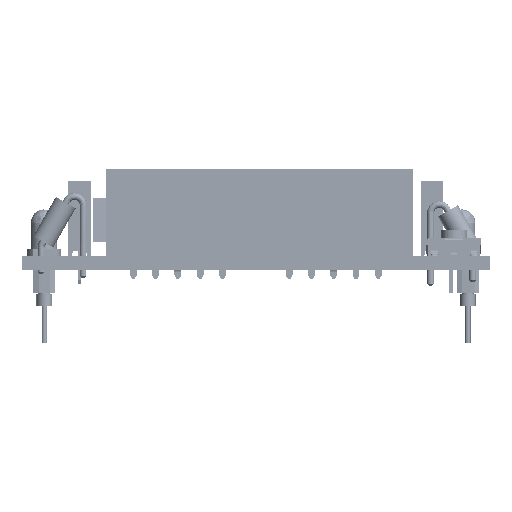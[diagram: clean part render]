
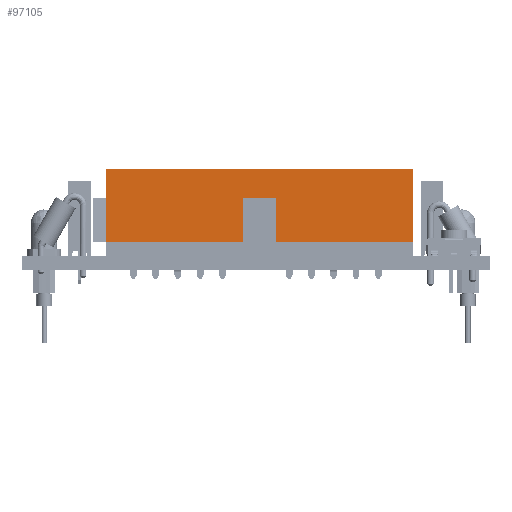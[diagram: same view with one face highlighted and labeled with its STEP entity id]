
A CAD part, front view. The second image highlights one B-rep face of the part: STEP entity #97105.
In plain terms, the highlighted free-form (B-spline) face has degree [1, 1] with [2, 2] control points.
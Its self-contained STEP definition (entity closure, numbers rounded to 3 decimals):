
#91765 = VERTEX_POINT('',#91766);
#91766 = CARTESIAN_POINT('',(-61.052,27.157,
    2.395));
#91771 = EDGE_CURVE('',#91772,#91765,#91774,.T.);
#91772 = VERTEX_POINT('',#91773);
#91773 = CARTESIAN_POINT('',(-61.052,27.157,
    9.554));
#91774 = B_SPLINE_CURVE_WITH_KNOTS('',1,(#91775,#91776),.UNSPECIFIED.,
  .F.,.F.,(2,2),(0.,8.288),.PIECEWISE_BEZIER_KNOTS.);
#91775 = CARTESIAN_POINT('',(-61.052,27.157,
    9.554));
#91776 = CARTESIAN_POINT('',(-61.052,27.157,
    2.395));
#93110 = EDGE_CURVE('',#91772,#93111,#93113,.T.);
#93111 = VERTEX_POINT('',#93112);
#93112 = CARTESIAN_POINT('',(-30.822,27.157,
    9.554));
#93113 = B_SPLINE_CURVE_WITH_KNOTS('',1,(#93114,#93115),.UNSPECIFIED.,
  .F.,.F.,(2,2),(-34.996,0.),.PIECEWISE_BEZIER_KNOTS.);
#93114 = CARTESIAN_POINT('',(-61.052,27.157,
    9.554));
#93115 = CARTESIAN_POINT('',(-30.822,27.157,
    9.554));
#97082 = EDGE_CURVE('',#93111,#97083,#97085,.T.);
#97083 = VERTEX_POINT('',#97084);
#97084 = CARTESIAN_POINT('',(-30.822,27.157,
    2.395));
#97085 = B_SPLINE_CURVE_WITH_KNOTS('',1,(#97086,#97087),.UNSPECIFIED.,
  .F.,.F.,(2,2),(0.,8.288),.PIECEWISE_BEZIER_KNOTS.);
#97086 = CARTESIAN_POINT('',(-30.822,27.157,
    9.554));
#97087 = CARTESIAN_POINT('',(-30.822,27.157,
    2.395));
#97105 = ADVANCED_FACE('',(#97106),#97144,.F.);
#97106 = FACE_BOUND('',#97107,.T.);
#97107 = EDGE_LOOP('',(#97108,#97117,#97124,#97129,#97130,#97131,#97132,
    #97139));
#97108 = ORIENTED_EDGE('',*,*,#97109,.F.);
#97109 = EDGE_CURVE('',#97110,#97112,#97114,.T.);
#97110 = VERTEX_POINT('',#97111);
#97111 = CARTESIAN_POINT('',(-44.309,27.157,
    6.713));
#97112 = VERTEX_POINT('',#97113);
#97113 = CARTESIAN_POINT('',(-47.588,27.157,
    6.713));
#97114 = B_SPLINE_CURVE_WITH_KNOTS('',1,(#97115,#97116),.UNSPECIFIED.,
  .F.,.F.,(2,2),(0.,3.796),.PIECEWISE_BEZIER_KNOTS.);
#97115 = CARTESIAN_POINT('',(-44.309,27.157,
    6.713));
#97116 = CARTESIAN_POINT('',(-47.588,27.157,
    6.713));
#97117 = ORIENTED_EDGE('',*,*,#97118,.F.);
#97118 = EDGE_CURVE('',#97119,#97110,#97121,.T.);
#97119 = VERTEX_POINT('',#97120);
#97120 = CARTESIAN_POINT('',(-44.309,27.157,
    2.395));
#97121 = B_SPLINE_CURVE_WITH_KNOTS('',1,(#97122,#97123),.UNSPECIFIED.,
  .F.,.F.,(2,2),(0.,4.999),.PIECEWISE_BEZIER_KNOTS.);
#97122 = CARTESIAN_POINT('',(-44.309,27.157,
    2.395));
#97123 = CARTESIAN_POINT('',(-44.309,27.157,
    6.713));
#97124 = ORIENTED_EDGE('',*,*,#97125,.F.);
#97125 = EDGE_CURVE('',#97083,#97119,#97126,.T.);
#97126 = B_SPLINE_CURVE_WITH_KNOTS('',1,(#97127,#97128),.UNSPECIFIED.,
  .F.,.F.,(2,2),(-15.613,-0.),.PIECEWISE_BEZIER_KNOTS.);
#97127 = CARTESIAN_POINT('',(-30.822,27.157,
    2.395));
#97128 = CARTESIAN_POINT('',(-44.309,27.157,
    2.395));
#97129 = ORIENTED_EDGE('',*,*,#97082,.F.);
#97130 = ORIENTED_EDGE('',*,*,#93110,.F.);
#97131 = ORIENTED_EDGE('',*,*,#91771,.T.);
#97132 = ORIENTED_EDGE('',*,*,#97133,.T.);
#97133 = EDGE_CURVE('',#91765,#97134,#97136,.T.);
#97134 = VERTEX_POINT('',#97135);
#97135 = CARTESIAN_POINT('',(-47.588,27.157,
    2.395));
#97136 = B_SPLINE_CURVE_WITH_KNOTS('',1,(#97137,#97138),.UNSPECIFIED.,
  .F.,.F.,(2,2),(-34.996,-19.41),
  .PIECEWISE_BEZIER_KNOTS.);
#97137 = CARTESIAN_POINT('',(-61.052,27.157,
    2.395));
#97138 = CARTESIAN_POINT('',(-47.588,27.157,
    2.395));
#97139 = ORIENTED_EDGE('',*,*,#97140,.F.);
#97140 = EDGE_CURVE('',#97112,#97134,#97141,.T.);
#97141 = B_SPLINE_CURVE_WITH_KNOTS('',1,(#97142,#97143),.UNSPECIFIED.,
  .F.,.F.,(2,2),(-3.689,1.31),.PIECEWISE_BEZIER_KNOTS.);
#97142 = CARTESIAN_POINT('',(-47.588,27.157,
    6.713));
#97143 = CARTESIAN_POINT('',(-47.588,27.157,
    2.395));
#97144 = B_SPLINE_SURFACE_WITH_KNOTS('',1,1,(
    (#97145,#97146)
    ,(#97147,#97148
    )),.UNSPECIFIED.,.F.,.F.,.F.,(2,2),(2,2),(0.,8.288),(0.,
    34.996),.PIECEWISE_BEZIER_KNOTS.);
#97145 = CARTESIAN_POINT('',(-30.822,27.157,
    9.554));
#97146 = CARTESIAN_POINT('',(-61.052,27.157,
    9.554));
#97147 = CARTESIAN_POINT('',(-30.822,27.157,
    2.395));
#97148 = CARTESIAN_POINT('',(-61.052,27.157,
    2.395));
